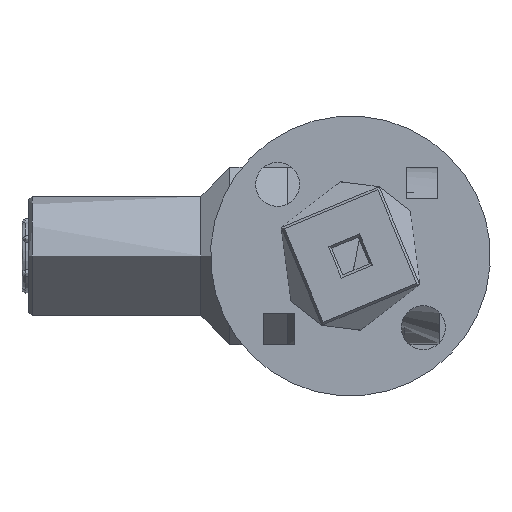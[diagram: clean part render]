
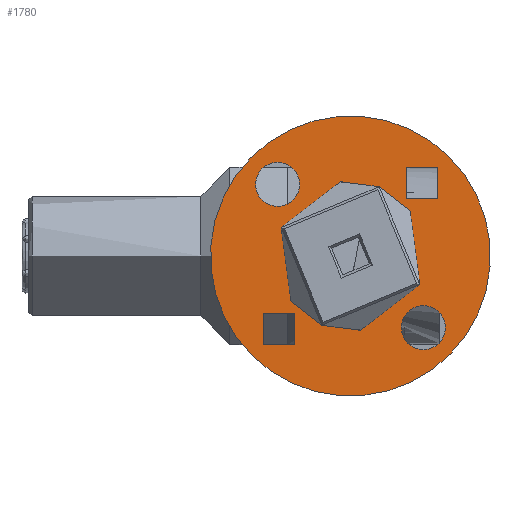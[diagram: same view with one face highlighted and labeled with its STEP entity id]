
A CAD part, left-side view. The second image highlights one B-rep face of the part: STEP entity #1780.
In plain terms, the highlighted face is planar.
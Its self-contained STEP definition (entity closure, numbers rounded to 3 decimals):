
#110 = CARTESIAN_POINT ( 'NONE',  ( 6.462, -30., 6. ) ) ;
#237 = CARTESIAN_POINT ( 'NONE',  ( 16.154, 0., 6. ) ) ;
#258 = AXIS2_PLACEMENT_3D ( 'NONE', #2811, #6227, #1011 ) ;
#316 = DIRECTION ( 'NONE',  ( 1., 0., 0. ) ) ;
#373 = DIRECTION ( 'NONE',  ( 1., 0., 0. ) ) ;
#408 = CARTESIAN_POINT ( 'NONE',  ( 0., 0., 6. ) ) ;
#452 = FACE_BOUND ( 'NONE', #3844, .T. ) ;
#719 = VERTEX_POINT ( 'NONE', #6509 ) ;
#787 = EDGE_CURVE ( 'NONE', #719, #719, #7359, .T. ) ;
#937 = CIRCLE ( 'NONE', #5350, 6.462 ) ;
#1011 = DIRECTION ( 'NONE',  ( 1., 0., 0. ) ) ;
#1034 = ORIENTED_EDGE ( 'NONE', *, *, #4949, .F. ) ;
#1343 = CIRCLE ( 'NONE', #6017, 6.462 ) ;
#1357 = EDGE_CURVE ( 'NONE', #2003, #2003, #5286, .T. ) ;
#1410 = VERTEX_POINT ( 'NONE', #8157 ) ;
#1476 = DIRECTION ( 'NONE',  ( 1., 0., 0. ) ) ;
#1696 = FACE_BOUND ( 'NONE', #5767, .T. ) ;
#1780 = ADVANCED_FACE ( 'NONE', ( #5223, #6412, #7626, #6269, #1696, #452 ), #7715, .T. ) ;
#1980 = DIRECTION ( 'NONE',  ( 1., 0., 0. ) ) ;
#2003 = VERTEX_POINT ( 'NONE', #3185 ) ;
#2505 = DIRECTION ( 'NONE',  ( 0., 0., 1. ) ) ;
#2626 = DIRECTION ( 'NONE',  ( 0., 0., 1. ) ) ;
#2811 = CARTESIAN_POINT ( 'NONE',  ( 0., 0., 6. ) ) ;
#2985 = EDGE_LOOP ( 'NONE', ( #4702 ) ) ;
#3146 = AXIS2_PLACEMENT_3D ( 'NONE', #7723, #3695, #373 ) ;
#3185 = CARTESIAN_POINT ( 'NONE',  ( -23.538, 0., 6. ) ) ;
#3283 = DIRECTION ( 'NONE',  ( 1., 0., 0. ) ) ;
#3488 = AXIS2_PLACEMENT_3D ( 'NONE', #408, #4333, #316 ) ;
#3562 = CIRCLE ( 'NONE', #258, 41.077 ) ;
#3695 = DIRECTION ( 'NONE',  ( 0., 0., 1. ) ) ;
#3844 = EDGE_LOOP ( 'NONE', ( #8018 ) ) ;
#4160 = CARTESIAN_POINT ( 'NONE',  ( -30., 0., 6. ) ) ;
#4333 = DIRECTION ( 'NONE',  ( 0., 0., 1. ) ) ;
#4702 = ORIENTED_EDGE ( 'NONE', *, *, #787, .F. ) ;
#4757 = CARTESIAN_POINT ( 'NONE',  ( 0., 30., 6. ) ) ;
#4774 = VERTEX_POINT ( 'NONE', #5981 ) ;
#4781 = CARTESIAN_POINT ( 'NONE',  ( 0., -30., 6. ) ) ;
#4936 = CIRCLE ( 'NONE', #3146, 16.154 ) ;
#4949 = EDGE_CURVE ( 'NONE', #4774, #4774, #1343, .T. ) ;
#5020 = ORIENTED_EDGE ( 'NONE', *, *, #7178, .F. ) ;
#5223 = FACE_BOUND ( 'NONE', #7845, .T. ) ;
#5286 = CIRCLE ( 'NONE', #7093, 6.462 ) ;
#5329 = ORIENTED_EDGE ( 'NONE', *, *, #7665, .T. ) ;
#5350 = AXIS2_PLACEMENT_3D ( 'NONE', #4781, #2626, #1980 ) ;
#5767 = EDGE_LOOP ( 'NONE', ( #1034 ) ) ;
#5886 = EDGE_LOOP ( 'NONE', ( #5020 ) ) ;
#5981 = CARTESIAN_POINT ( 'NONE',  ( 36.462, 0., 6. ) ) ;
#6017 = AXIS2_PLACEMENT_3D ( 'NONE', #8442, #2505, #3283 ) ;
#6151 = VERTEX_POINT ( 'NONE', #237 ) ;
#6227 = DIRECTION ( 'NONE',  ( 0., 0., 1. ) ) ;
#6269 = FACE_BOUND ( 'NONE', #5886, .T. ) ;
#6412 = FACE_BOUND ( 'NONE', #2985, .T. ) ;
#6509 = CARTESIAN_POINT ( 'NONE',  ( 6.462, 30., 6. ) ) ;
#6767 = VERTEX_POINT ( 'NONE', #110 ) ;
#6842 = DIRECTION ( 'NONE',  ( 1., 0., 0. ) ) ;
#7009 = EDGE_CURVE ( 'NONE', #6767, #6767, #937, .T. ) ;
#7053 = ORIENTED_EDGE ( 'NONE', *, *, #7009, .F. ) ;
#7093 = AXIS2_PLACEMENT_3D ( 'NONE', #4160, #8102, #6842 ) ;
#7178 = EDGE_CURVE ( 'NONE', #6151, #6151, #4936, .T. ) ;
#7359 = CIRCLE ( 'NONE', #7629, 6.462 ) ;
#7402 = DIRECTION ( 'NONE',  ( 0., 0., 1. ) ) ;
#7626 = FACE_OUTER_BOUND ( 'NONE', #8417, .T. ) ;
#7629 = AXIS2_PLACEMENT_3D ( 'NONE', #4757, #7402, #1476 ) ;
#7665 = EDGE_CURVE ( 'NONE', #1410, #1410, #3562, .T. ) ;
#7715 = PLANE ( 'NONE',  #3488 ) ;
#7723 = CARTESIAN_POINT ( 'NONE',  ( 0., 0., 6. ) ) ;
#7845 = EDGE_LOOP ( 'NONE', ( #7053 ) ) ;
#8018 = ORIENTED_EDGE ( 'NONE', *, *, #1357, .F. ) ;
#8102 = DIRECTION ( 'NONE',  ( 0., 0., 1. ) ) ;
#8157 = CARTESIAN_POINT ( 'NONE',  ( 41.077, 0., 6. ) ) ;
#8417 = EDGE_LOOP ( 'NONE', ( #5329 ) ) ;
#8442 = CARTESIAN_POINT ( 'NONE',  ( 30., 0., 6. ) ) ;
